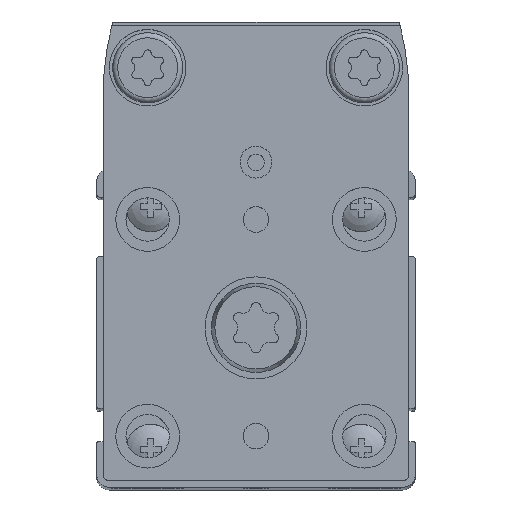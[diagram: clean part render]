
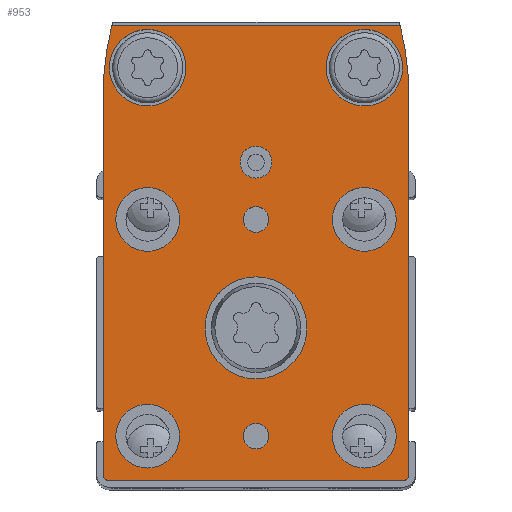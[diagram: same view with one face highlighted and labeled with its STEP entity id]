
A CAD part, top view. The second image highlights one B-rep face of the part: STEP entity #953.
In plain terms, the highlighted planar face has unit normal (0, 0, 1).
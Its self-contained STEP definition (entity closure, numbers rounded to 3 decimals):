
#953 = ADVANCED_FACE( '', ( #2294, #2295, #2296, #2297, #2298, #2299, #2300, #2301, #2302, #2303, #2304 ), #2305, .T. );
#2294 = FACE_BOUND( '', #4138, .T. );
#2295 = FACE_BOUND( '', #4139, .T. );
#2296 = FACE_BOUND( '', #4140, .T. );
#2297 = FACE_BOUND( '', #4141, .T. );
#2298 = FACE_BOUND( '', #4142, .T. );
#2299 = FACE_BOUND( '', #4143, .T. );
#2300 = FACE_BOUND( '', #4144, .T. );
#2301 = FACE_BOUND( '', #4145, .T. );
#2302 = FACE_BOUND( '', #4146, .T. );
#2303 = FACE_BOUND( '', #4147, .T. );
#2304 = FACE_OUTER_BOUND( '', #4148, .T. );
#2305 = PLANE( '', #4149 );
#4138 = EDGE_LOOP( '', ( #6626 ) );
#4139 = EDGE_LOOP( '', ( #6627 ) );
#4140 = EDGE_LOOP( '', ( #6628 ) );
#4141 = EDGE_LOOP( '', ( #6629 ) );
#4142 = EDGE_LOOP( '', ( #6630 ) );
#4143 = EDGE_LOOP( '', ( #6631 ) );
#4144 = EDGE_LOOP( '', ( #6632 ) );
#4145 = EDGE_LOOP( '', ( #6633 ) );
#4146 = EDGE_LOOP( '', ( #6634 ) );
#4147 = EDGE_LOOP( '', ( #6635 ) );
#4148 = EDGE_LOOP( '', ( #6636, #6637, #6638, #6639, #6640, #6641, #6642, #6643 ) );
#4149 = AXIS2_PLACEMENT_3D( '', #6644, #6645, #6646 );
#6626 = ORIENTED_EDGE( '', *, *, #10139, .T. );
#6627 = ORIENTED_EDGE( '', *, *, #10673, .T. );
#6628 = ORIENTED_EDGE( '', *, *, #10685, .F. );
#6629 = ORIENTED_EDGE( '', *, *, #10545, .F. );
#6630 = ORIENTED_EDGE( '', *, *, #10686, .T. );
#6631 = ORIENTED_EDGE( '', *, *, #10687, .T. );
#6632 = ORIENTED_EDGE( '', *, *, #10688, .T. );
#6633 = ORIENTED_EDGE( '', *, *, #10689, .T. );
#6634 = ORIENTED_EDGE( '', *, *, #10690, .T. );
#6635 = ORIENTED_EDGE( '', *, *, #10691, .F. );
#6636 = ORIENTED_EDGE( '', *, *, #10692, .T. );
#6637 = ORIENTED_EDGE( '', *, *, #10693, .T. );
#6638 = ORIENTED_EDGE( '', *, *, #10466, .T. );
#6639 = ORIENTED_EDGE( '', *, *, #10694, .T. );
#6640 = ORIENTED_EDGE( '', *, *, #10695, .T. );
#6641 = ORIENTED_EDGE( '', *, *, #10271, .T. );
#6642 = ORIENTED_EDGE( '', *, *, #10351, .T. );
#6643 = ORIENTED_EDGE( '', *, *, #10696, .T. );
#6644 = CARTESIAN_POINT( '', ( 12., 18., 6. ) );
#6645 = DIRECTION( '', ( 0., 0., 1. ) );
#6646 = DIRECTION( '', ( 1., 0., 0. ) );
#10139 = EDGE_CURVE( '', #11976, #11976, #11977, .T. );
#10271 = EDGE_CURVE( '', #12206, #12204, #12207, .T. );
#10351 = EDGE_CURVE( '', #12204, #12337, #12339, .T. );
#10466 = EDGE_CURVE( '', #12531, #12529, #12532, .T. );
#10545 = EDGE_CURVE( '', #12656, #12656, #12657, .T. );
#10673 = EDGE_CURVE( '', #12874, #12874, #12875, .T. );
#10685 = EDGE_CURVE( '', #12895, #12895, #12896, .T. );
#10686 = EDGE_CURVE( '', #12897, #12897, #12898, .T. );
#10687 = EDGE_CURVE( '', #12899, #12899, #12900, .T. );
#10688 = EDGE_CURVE( '', #12901, #12901, #12902, .T. );
#10689 = EDGE_CURVE( '', #12903, #12903, #12904, .T. );
#10690 = EDGE_CURVE( '', #12905, #12905, #12906, .T. );
#10691 = EDGE_CURVE( '', #12907, #12907, #12908, .T. );
#10692 = EDGE_CURVE( '', #12909, #12910, #12911, .T. );
#10693 = EDGE_CURVE( '', #12910, #12531, #12912, .T. );
#10694 = EDGE_CURVE( '', #12529, #12913, #12914, .T. );
#10695 = EDGE_CURVE( '', #12913, #12206, #12915, .T. );
#10696 = EDGE_CURVE( '', #12337, #12909, #12916, .T. );
#11976 = VERTEX_POINT( '', #14676 );
#11977 = CIRCLE( '', #14677, 3. );
#12204 = VERTEX_POINT( '', #14987 );
#12206 = VERTEX_POINT( '', #14990 );
#12207 = LINE( '', #14991, #14992 );
#12337 = VERTEX_POINT( '', #15177 );
#12339 = CIRCLE( '', #15180, 24. );
#12529 = VERTEX_POINT( '', #15412 );
#12531 = VERTEX_POINT( '', #15415 );
#12532 = CIRCLE( '', #15416, 0.5 );
#12656 = VERTEX_POINT( '', #15673 );
#12657 = CIRCLE( '', #15674, 1. );
#12874 = VERTEX_POINT( '', #15968 );
#12875 = CIRCLE( '', #15969, 3. );
#12895 = VERTEX_POINT( '', #15995 );
#12896 = CIRCLE( '', #15996, 1. );
#12897 = VERTEX_POINT( '', #15997 );
#12898 = CIRCLE( '', #15998, 4. );
#12899 = VERTEX_POINT( '', #15999 );
#12900 = CIRCLE( '', #16000, 2.5 );
#12901 = VERTEX_POINT( '', #16001 );
#12902 = CIRCLE( '', #16002, 2.5 );
#12903 = VERTEX_POINT( '', #16003 );
#12904 = CIRCLE( '', #16004, 2.5 );
#12905 = VERTEX_POINT( '', #16005 );
#12906 = CIRCLE( '', #16006, 2.5 );
#12907 = VERTEX_POINT( '', #16007 );
#12908 = CIRCLE( '', #16008, 1.25 );
#12909 = VERTEX_POINT( '', #16009 );
#12910 = VERTEX_POINT( '', #16010 );
#12911 = CIRCLE( '', #16011, 24. );
#12912 = LINE( '', #16012, #16013 );
#12913 = VERTEX_POINT( '', #16014 );
#12914 = LINE( '', #16015, #16016 );
#12915 = CIRCLE( '', #16017, 0.5 );
#12916 = LINE( '', #16018, #16019 );
#14676 = CARTESIAN_POINT( '', ( 5.5, 20.4, 6. ) );
#14677 = AXIS2_PLACEMENT_3D( '', #18192, #18193, #18194 );
#14987 = CARTESIAN_POINT( '', ( 12., 18., 6. ) );
#14990 = CARTESIAN_POINT( '', ( 12., -11.5, 6. ) );
#14991 = CARTESIAN_POINT( '', ( 12., -11.5, 6. ) );
#14992 = VECTOR( '', #18381, 1000. );
#15177 = CARTESIAN_POINT( '', ( 11.313, 23.7, 6. ) );
#15180 = AXIS2_PLACEMENT_3D( '', #18489, #18490, #18491 );
#15412 = CARTESIAN_POINT( '', ( -11.5, -12., 6. ) );
#15415 = CARTESIAN_POINT( '', ( -12., -11.5, 6. ) );
#15416 = AXIS2_PLACEMENT_3D( '', #18676, #18677, #18678 );
#15673 = CARTESIAN_POINT( '', ( 1., 8.5, 6. ) );
#15674 = AXIS2_PLACEMENT_3D( '', #18763, #18764, #18765 );
#15968 = CARTESIAN_POINT( '', ( -11.5, 20.4, 6. ) );
#15969 = AXIS2_PLACEMENT_3D( '', #18954, #18955, #18956 );
#15995 = CARTESIAN_POINT( '', ( 1., -8.5, 6. ) );
#15996 = AXIS2_PLACEMENT_3D( '', #18969, #18970, #18971 );
#15997 = CARTESIAN_POINT( '', ( -4., 0., 6. ) );
#15998 = AXIS2_PLACEMENT_3D( '', #18972, #18973, #18974 );
#15999 = CARTESIAN_POINT( '', ( 6., -8.5, 6. ) );
#16000 = AXIS2_PLACEMENT_3D( '', #18975, #18976, #18977 );
#16001 = CARTESIAN_POINT( '', ( -11., 8.5, 6. ) );
#16002 = AXIS2_PLACEMENT_3D( '', #18978, #18979, #18980 );
#16003 = CARTESIAN_POINT( '', ( -11., -8.5, 6. ) );
#16004 = AXIS2_PLACEMENT_3D( '', #18981, #18982, #18983 );
#16005 = CARTESIAN_POINT( '', ( 6., 8.5, 6. ) );
#16006 = AXIS2_PLACEMENT_3D( '', #18984, #18985, #18986 );
#16007 = CARTESIAN_POINT( '', ( 1.25, 13., 6. ) );
#16008 = AXIS2_PLACEMENT_3D( '', #18987, #18988, #18989 );
#16009 = CARTESIAN_POINT( '', ( -11.313, 23.7, 6. ) );
#16010 = CARTESIAN_POINT( '', ( -12., 18., 6. ) );
#16011 = AXIS2_PLACEMENT_3D( '', #18990, #18991, #18992 );
#16012 = CARTESIAN_POINT( '', ( -12., 18., 6. ) );
#16013 = VECTOR( '', #18993, 1000. );
#16014 = CARTESIAN_POINT( '', ( 11.5, -12., 6. ) );
#16015 = CARTESIAN_POINT( '', ( -11.5, -12., 6. ) );
#16016 = VECTOR( '', #18994, 1000. );
#16017 = AXIS2_PLACEMENT_3D( '', #18995, #18996, #18997 );
#16018 = CARTESIAN_POINT( '', ( 11.313, 23.7, 6. ) );
#16019 = VECTOR( '', #18998, 1000. );
#18192 = CARTESIAN_POINT( '', ( 8.5, 20.4, 6. ) );
#18193 = DIRECTION( '', ( 0., 0., -1. ) );
#18194 = DIRECTION( '', ( -1., 0., 0. ) );
#18381 = DIRECTION( '', ( 0., 1., 0. ) );
#18489 = CARTESIAN_POINT( '', ( -12., 18., 6. ) );
#18490 = DIRECTION( '', ( 0., 0., 1. ) );
#18491 = DIRECTION( '', ( 1., 0., 0. ) );
#18676 = CARTESIAN_POINT( '', ( -11.5, -11.5, 6. ) );
#18677 = DIRECTION( '', ( 0., 0., 1. ) );
#18678 = DIRECTION( '', ( 1., 0., 0. ) );
#18763 = CARTESIAN_POINT( '', ( 0., 8.5, 6. ) );
#18764 = DIRECTION( '', ( 0., 0., 1. ) );
#18765 = DIRECTION( '', ( 1., 0., 0. ) );
#18954 = CARTESIAN_POINT( '', ( -8.5, 20.4, 6. ) );
#18955 = DIRECTION( '', ( 0., 0., -1. ) );
#18956 = DIRECTION( '', ( -1., 0., 0. ) );
#18969 = CARTESIAN_POINT( '', ( 0., -8.5, 6. ) );
#18970 = DIRECTION( '', ( 0., 0., 1. ) );
#18971 = DIRECTION( '', ( 1., 0., 0. ) );
#18972 = CARTESIAN_POINT( '', ( 0., 0., 6. ) );
#18973 = DIRECTION( '', ( 0., 0., -1. ) );
#18974 = DIRECTION( '', ( -1., 0., 0. ) );
#18975 = CARTESIAN_POINT( '', ( 8.5, -8.5, 6. ) );
#18976 = DIRECTION( '', ( 0., 0., -1. ) );
#18977 = DIRECTION( '', ( -1., 0., 0. ) );
#18978 = CARTESIAN_POINT( '', ( -8.5, 8.5, 6. ) );
#18979 = DIRECTION( '', ( 0., 0., -1. ) );
#18980 = DIRECTION( '', ( -1., 0., 0. ) );
#18981 = CARTESIAN_POINT( '', ( -8.5, -8.5, 6. ) );
#18982 = DIRECTION( '', ( 0., 0., -1. ) );
#18983 = DIRECTION( '', ( -1., 0., 0. ) );
#18984 = CARTESIAN_POINT( '', ( 8.5, 8.5, 6. ) );
#18985 = DIRECTION( '', ( 0., 0., -1. ) );
#18986 = DIRECTION( '', ( -1., 0., 0. ) );
#18987 = CARTESIAN_POINT( '', ( 0., 13., 6. ) );
#18988 = DIRECTION( '', ( 0., 0., 1. ) );
#18989 = DIRECTION( '', ( 1., 0., 0. ) );
#18990 = CARTESIAN_POINT( '', ( 12., 18., 6. ) );
#18991 = DIRECTION( '', ( 0., 0., 1. ) );
#18992 = DIRECTION( '', ( 1., 0., 0. ) );
#18993 = DIRECTION( '', ( 0., -1., 0. ) );
#18994 = DIRECTION( '', ( 1., 0., 0. ) );
#18995 = CARTESIAN_POINT( '', ( 11.5, -11.5, 6. ) );
#18996 = DIRECTION( '', ( 0., 0., 1. ) );
#18997 = DIRECTION( '', ( 1., 0., 0. ) );
#18998 = DIRECTION( '', ( -1., 0., 0. ) );
